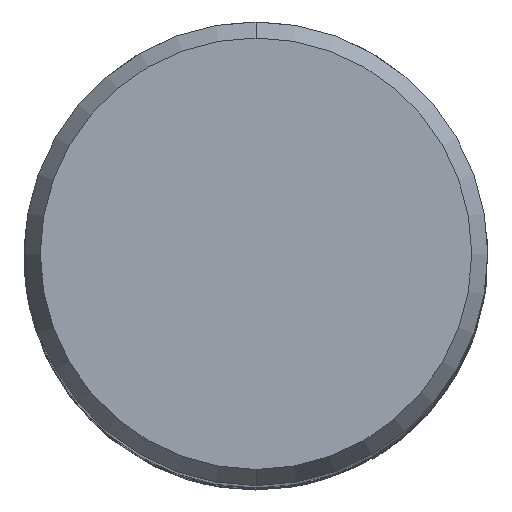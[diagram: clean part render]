
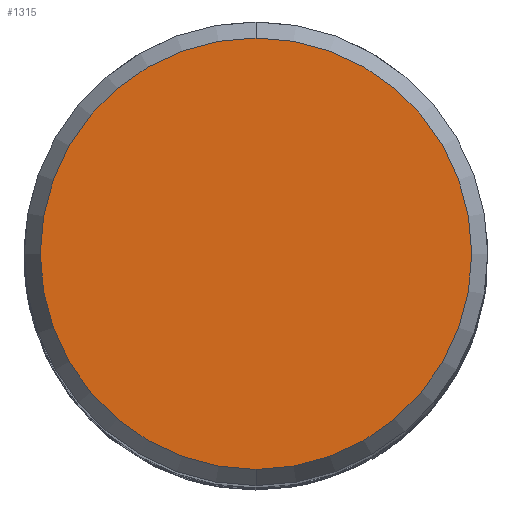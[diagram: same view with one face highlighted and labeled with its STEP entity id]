
A CAD part, top view. The second image highlights one B-rep face of the part: STEP entity #1315.
In plain terms, the highlighted planar face has unit normal (0, 0, 1).
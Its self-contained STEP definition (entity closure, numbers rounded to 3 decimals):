
#659=EDGE_CURVE('',#803,#1299,#1661,.T.);
#739=EDGE_CURVE('',#1299,#803,#1748,.T.);
#803=VERTEX_POINT('',#1822);
#1299=VERTEX_POINT('',#2362);
#1315=ADVANCED_FACE('',(#2379),#2380,.T.);
#1661=CIRCLE('',#5317,9.307);
#1748=CIRCLE('',#7057,9.307);
#1822=CARTESIAN_POINT('',(0.,-9.307,0.0));
#2362=CARTESIAN_POINT('',(0.0,9.307,0.0));
#2379=FACE_OUTER_BOUND('',#17470,.T.);
#2380=PLANE('',#17471);
#5317=AXIS2_PLACEMENT_3D('',#20070,#20071,#20072);
#7057=AXIS2_PLACEMENT_3D('',#20162,#20163,#20164);
#17470=EDGE_LOOP('',(#20819,#20820));
#17471=AXIS2_PLACEMENT_3D('',#20821,#20822,#20823);
#20070=CARTESIAN_POINT('',(0.0,0.0,0.0));
#20071=DIRECTION('',(0.0,0.0,-1.0));
#20072=DIRECTION('',(0.0,1.0,0.0));
#20162=CARTESIAN_POINT('',(0.0,0.0,0.0));
#20163=DIRECTION('',(0.0,0.0,-1.0));
#20164=DIRECTION('',(0.0,1.0,0.0));
#20819=ORIENTED_EDGE('',*,*,#739,.F.);
#20820=ORIENTED_EDGE('',*,*,#659,.F.);
#20821=CARTESIAN_POINT('',(0.0,4.654,0.0));
#20822=DIRECTION('',(-0.0,0.0,1.0));
#20823=DIRECTION('',(0.0,-1.0,0.0));
